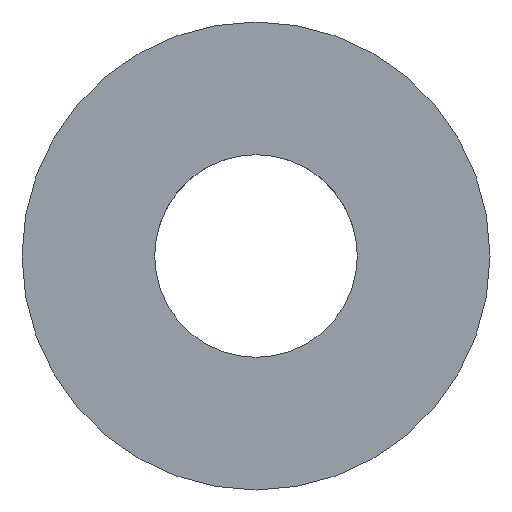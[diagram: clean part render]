
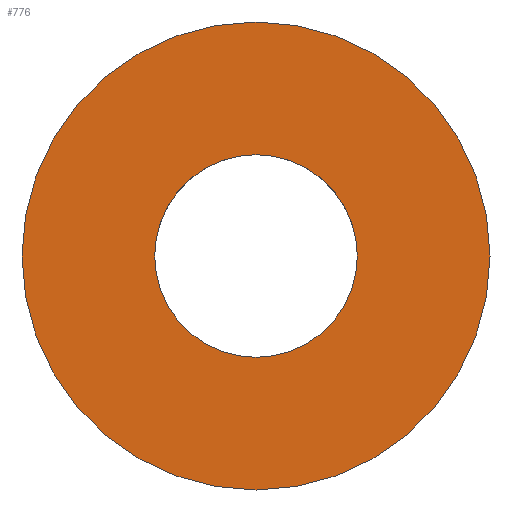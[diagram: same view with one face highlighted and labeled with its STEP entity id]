
A CAD part, front view. The second image highlights one B-rep face of the part: STEP entity #776.
In plain terms, the highlighted planar face has unit normal (0, -1, 0).
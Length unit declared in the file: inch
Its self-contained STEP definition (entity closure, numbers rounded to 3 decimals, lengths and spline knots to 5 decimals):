
#5 = VERTEX_POINT ( 'NONE', #76 ) ;
#62 = CIRCLE ( 'NONE', #404, 0.433 ) ;
#76 = CARTESIAN_POINT ( 'NONE',  ( 0., -0.0625, 0.433 ) ) ;
#88 = DIRECTION ( 'NONE',  ( 0., -1., 0. ) ) ;
#91 = AXIS2_PLACEMENT_3D ( 'NONE', #932, #875, #410 ) ;
#134 = CARTESIAN_POINT ( 'NONE',  ( 0., -0.0625, 0. ) ) ;
#144 = CIRCLE ( 'NONE', #794, 0.1875 ) ;
#151 = DIRECTION ( 'NONE',  ( 0., 0., -1. ) ) ;
#178 = CIRCLE ( 'NONE', #443, 0.433 ) ;
#240 = EDGE_CURVE ( 'NONE', #739, #1039, #990, .T. ) ;
#259 = EDGE_CURVE ( 'NONE', #1039, #739, #144, .T. ) ;
#264 = ORIENTED_EDGE ( 'NONE', *, *, #240, .F. ) ;
#292 = CARTESIAN_POINT ( 'NONE',  ( 0., -0.0625, 0. ) ) ;
#307 = ORIENTED_EDGE ( 'NONE', *, *, #721, .T. ) ;
#333 = CARTESIAN_POINT ( 'NONE',  ( 0., -0.0625, 0. ) ) ;
#404 = AXIS2_PLACEMENT_3D ( 'NONE', #292, #920, #641 ) ;
#410 = DIRECTION ( 'NONE',  ( 0., 0., -1. ) ) ;
#443 = AXIS2_PLACEMENT_3D ( 'NONE', #134, #835, #840 ) ;
#641 = DIRECTION ( 'NONE',  ( 0., 0., -1. ) ) ;
#663 = CARTESIAN_POINT ( 'NONE',  ( 0., -0.0625, -0.433 ) ) ;
#670 = ORIENTED_EDGE ( 'NONE', *, *, #1063, .T. ) ;
#705 = VERTEX_POINT ( 'NONE', #663 ) ;
#721 = EDGE_CURVE ( 'NONE', #5, #705, #178, .T. ) ;
#739 = VERTEX_POINT ( 'NONE', #918 ) ;
#776 = ADVANCED_FACE ( 'NONE', ( #1140, #789 ), #955, .T. ) ;
#777 = DIRECTION ( 'NONE',  ( 0., -1., 0. ) ) ;
#784 = EDGE_LOOP ( 'NONE', ( #264, #1025 ) ) ;
#789 = FACE_OUTER_BOUND ( 'NONE', #851, .T. ) ;
#794 = AXIS2_PLACEMENT_3D ( 'NONE', #333, #777, #1124 ) ;
#835 = DIRECTION ( 'NONE',  ( 0., -1., 0. ) ) ;
#840 = DIRECTION ( 'NONE',  ( 0., 0., -1. ) ) ;
#851 = EDGE_LOOP ( 'NONE', ( #307, #670 ) ) ;
#875 = DIRECTION ( 'NONE',  ( 0., -1., 0. ) ) ;
#908 = CARTESIAN_POINT ( 'NONE',  ( 0., -0.0625, 0.1875 ) ) ;
#918 = CARTESIAN_POINT ( 'NONE',  ( 0., -0.0625, -0.1875 ) ) ;
#920 = DIRECTION ( 'NONE',  ( 0., -1., 0. ) ) ;
#932 = CARTESIAN_POINT ( 'NONE',  ( 0., -0.0625, 0. ) ) ;
#944 = CARTESIAN_POINT ( 'NONE',  ( 0., -0.0625, 0. ) ) ;
#955 = PLANE ( 'NONE',  #1004 ) ;
#990 = CIRCLE ( 'NONE', #91, 0.1875 ) ;
#1004 = AXIS2_PLACEMENT_3D ( 'NONE', #944, #88, #151 ) ;
#1025 = ORIENTED_EDGE ( 'NONE', *, *, #259, .F. ) ;
#1039 = VERTEX_POINT ( 'NONE', #908 ) ;
#1063 = EDGE_CURVE ( 'NONE', #705, #5, #62, .T. ) ;
#1124 = DIRECTION ( 'NONE',  ( 0., 0., -1. ) ) ;
#1140 = FACE_BOUND ( 'NONE', #784, .T. ) ;
